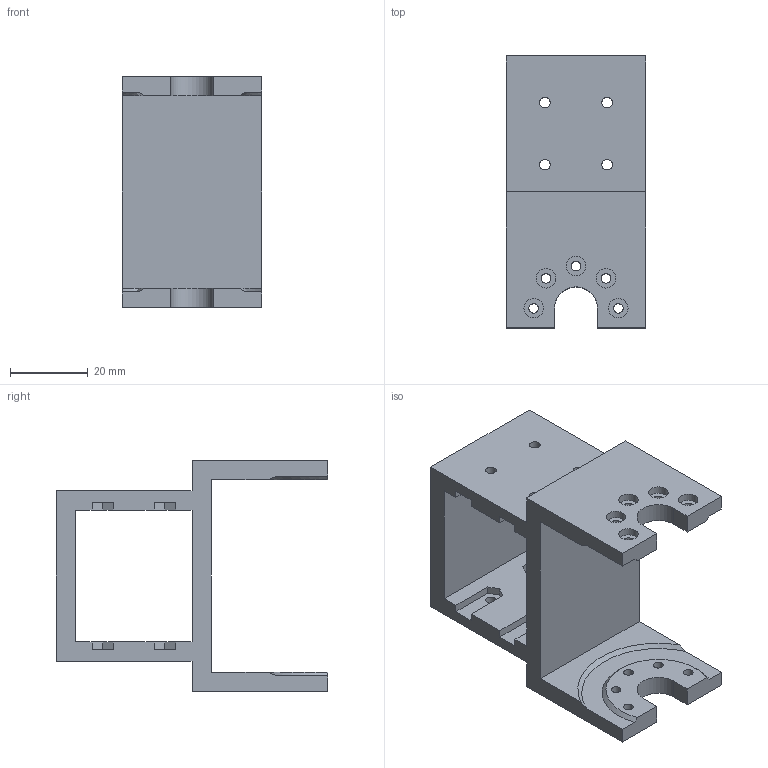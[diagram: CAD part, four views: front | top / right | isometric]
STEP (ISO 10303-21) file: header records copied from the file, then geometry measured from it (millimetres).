
FILE_DESCRIPTION(/* description */ (''),/* implementation_level */ '2;1');
FILE_NAME(/* name */ 'Link_01.step',/* time_stamp */ '2025-07-09T19:24:31-03:00',/* author */ (''),/* organization */ (''),/* preprocessor_version */ 'ST-DEVELOPER v20.1',/* originating_system */ 'Autodesk Translation Framework v14.10.0.0',/* authorisation */ '');
FILE_SCHEMA (('AUTOMOTIVE_DESIGN { 1 0 10303 214 3 1 1 }'));
Length unit declared in the file: millimetre
Products named in the file (1): Link4.2
Bounding box: 36 x 70 x 59.5 mm (x, y, z)
Volume: 36286.8 mm3; surface area: 19314.1 mm2
Topology: 1 solids, 1 shells, 153 faces, 408 edges, 266 vertices
Faces by surface type: plane 119, cylinder 30, cone 4
Full cylindrical faces by diameter (mm): 2.5 x10, 2.75 x8, 5 x10
Entity records: 4802 total; most frequent: CARTESIAN_POINT 844, ORIENTED_EDGE 816, DIRECTION 776, EDGE_CURVE 408, LINE 332, VECTOR 332, VERTEX_POINT 266, AXIS2_PLACEMENT_3D 222
